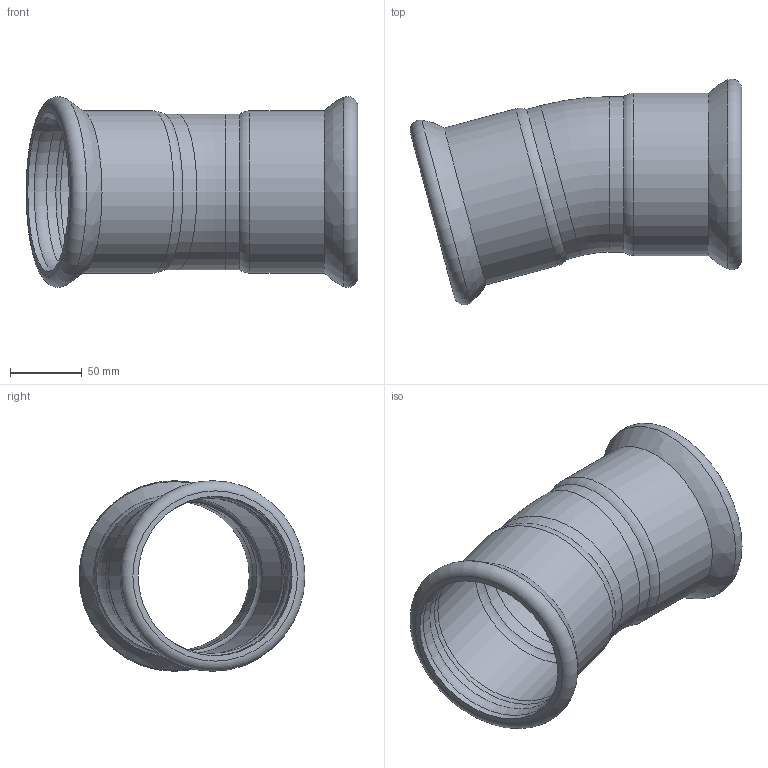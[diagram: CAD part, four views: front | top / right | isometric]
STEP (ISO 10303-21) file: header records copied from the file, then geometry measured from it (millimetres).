
FILE_DESCRIPTION(/* description */ ('Curva 15° FF Ø 108 Inoxpres - corta'),/* implementation_level */ '2;1');
FILE_NAME(/* name */ '181108150C_Inoxpres.stp',/* time_stamp */ '2022-10-10T15:38:05+02:00',/* author */ ('Vault'),/* organization */ ('Raccorderie metalliche s.p.a.'),/* preprocessor_version */ 'ST-DEVELOPER v18.1',/* originating_system */ 'Autodesk Inventor 2020',/* authorisation */ 'Raccorderie metalliche s.p.a.');
FILE_SCHEMA (('AUTOMOTIVE_DESIGN { 1 0 10303 214 3 1 1 }'));
Length unit declared in the file: millimetre
Products named in the file (1): 181108150C_Inoxpres
Bounding box: 230.48 x 156.93 x 132.47 mm (x, y, z)
Volume: 262630.9 mm3; surface area: 161917.8 mm2
Topology: 1 solids, 1 shells, 28 faces, 98 edges, 72 vertices
Faces by surface type: torus 12, cylinder 12, bspline 2, plane 2
Full cylindrical faces by diameter (mm): 104 x2, 108 x2, 108.8 x2, 110.7 x4, 112.8 x2
Entity records: 1237 total; most frequent: CARTESIAN_POINT 251, DIRECTION 238, ORIENTED_EDGE 196, AXIS2_PLACEMENT_3D 113, EDGE_CURVE 98, CIRCLE 86, VERTEX_POINT 72, EDGE_LOOP 30
